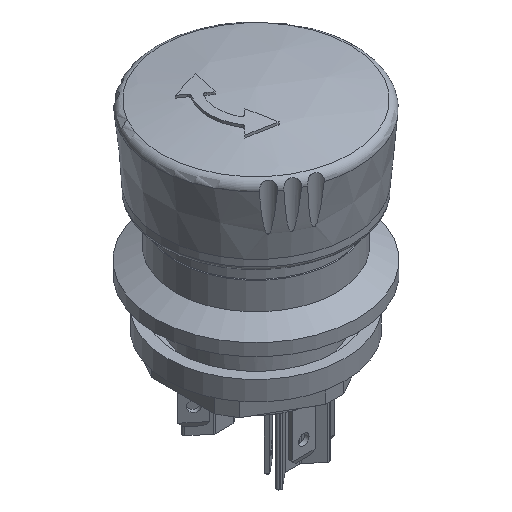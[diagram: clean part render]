
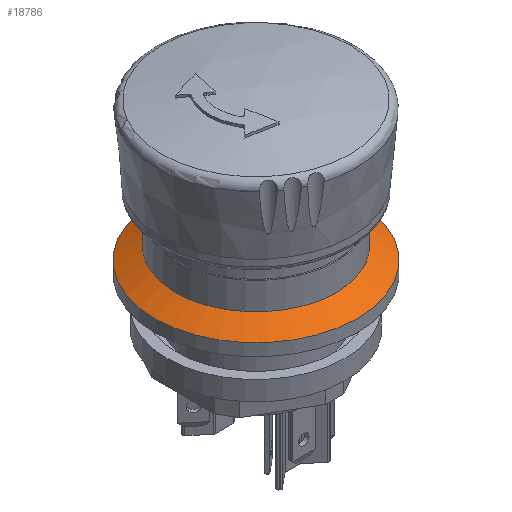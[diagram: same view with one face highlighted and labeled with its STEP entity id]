
A CAD part, isometric view. The second image highlights one B-rep face of the part: STEP entity #18786.
In plain terms, the highlighted conical face has half-angle 60 degrees and reference radius 11.213 mm.
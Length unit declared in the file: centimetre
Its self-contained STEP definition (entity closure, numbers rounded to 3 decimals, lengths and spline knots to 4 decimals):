
#21=CONICAL_SURFACE('',#19966,1.1213,60.);
#263=FACE_BOUND('',#7049,.T.);
#6007=FACE_OUTER_BOUND('',#7048,.T.);
#7048=EDGE_LOOP('',(#16937));
#7049=EDGE_LOOP('',(#16938));
#7275=CIRCLE('',#19964,0.9925);
#7277=CIRCLE('',#19967,1.25);
#9042=VERTEX_POINT('',#30798);
#9044=VERTEX_POINT('',#30803);
#11686=EDGE_CURVE('',#9042,#9042,#7275,.T.);
#11688=EDGE_CURVE('',#9044,#9044,#7277,.T.);
#16937=ORIENTED_EDGE('',*,*,#11688,.T.);
#16938=ORIENTED_EDGE('',*,*,#11686,.F.);
#18786=ADVANCED_FACE('',(#6007,#263),#21,.T.);
#19964=AXIS2_PLACEMENT_3D('',#30799,#24694,#24695);
#19966=AXIS2_PLACEMENT_3D('',#30802,#24698,#24699);
#19967=AXIS2_PLACEMENT_3D('',#30804,#24700,#24701);
#24694=DIRECTION('center_axis',(0.,0.,1.));
#24695=DIRECTION('ref_axis',(1.,0.,0.));
#24698=DIRECTION('center_axis',(0.,0.,-1.));
#24699=DIRECTION('ref_axis',(1.,0.,0.));
#24700=DIRECTION('center_axis',(0.,0.,1.));
#24701=DIRECTION('ref_axis',(1.,0.,0.));
#30798=CARTESIAN_POINT('',(0.9925,0.,0.2987));
#30799=CARTESIAN_POINT('Origin',(0.,0.,0.2987));
#30802=CARTESIAN_POINT('Origin',(0.,0.,0.2243));
#30803=CARTESIAN_POINT('',(1.25,0.,0.15));
#30804=CARTESIAN_POINT('Origin',(0.,0.,0.15));
